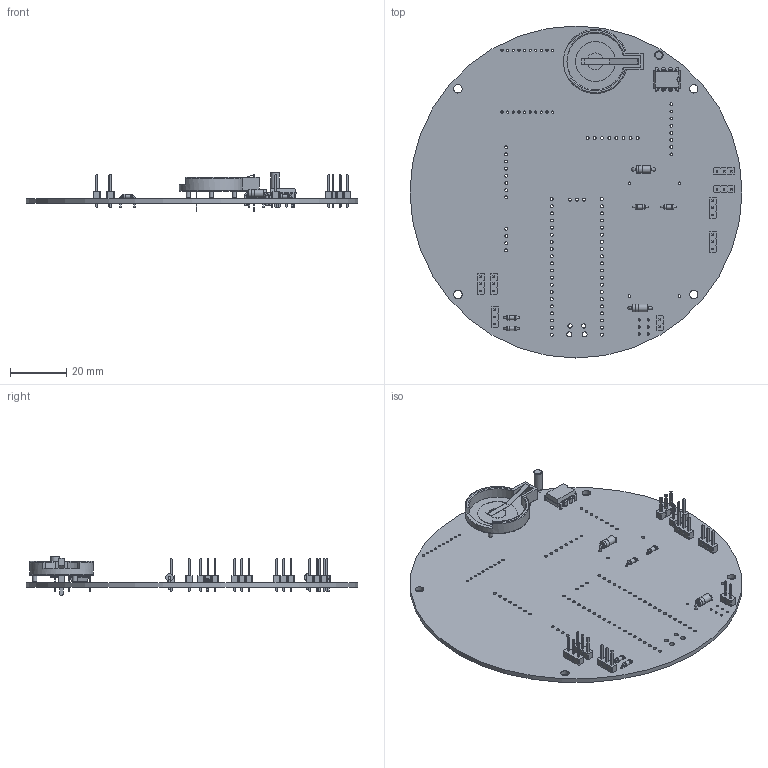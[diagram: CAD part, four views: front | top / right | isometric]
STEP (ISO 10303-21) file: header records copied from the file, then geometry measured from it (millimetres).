
FILE_DESCRIPTION(('KiCad electronic assembly'),'2;1');
FILE_NAME('liberocan1.step','2024-09-20T16:53:45',('Pcbnew'),('Kicad'), 'Open CASCADE STEP processor 7.7','KiCad to STEP converter','Unknown' );
FILE_SCHEMA(('AUTOMOTIVE_DESIGN { 1 0 10303 214 1 1 1 1 }'));
Length unit declared in the file: millimetre
Products named in the file (16): liberocan1 1; PinHeader_1x03_P2.54mm_Vertical; PinHeader_1x03_P254mm_Vertical; R_Axial_DIN0204_L3.6mm_D1.6mm_P5.08mm_Horizontal; R_Axial_DIN0204_L36mm_D16mm_P508mm_Horizontal; PinHeader_1x02_P2.54mm_Vertical; PinHeader_1x02_P254mm_Vertical; D_DO-41_SOD81_P7.62mm_Horizontal; BatteryHolder_Keystone_103_1x20mm; Keystone_103; DIP-8_W7.62mm; Crystal_C38-LF_D3.0mm_L8.0mm_Vertical; C38_LF_Vertical; liberocan1_PCB
Assembly tree (25 placements, depth 3):
  liberocan1 1
    PinHeader_1x03_P2.54mm_Vertical  x7
      PinHeader_1x03_P254mm_Vertical
    R_Axial_DIN0204_L3.6mm_D1.6mm_P5.08mm_Horizontal  x4
      R_Axial_DIN0204_L36mm_D16mm_P508mm_Horizontal
    PinHeader_1x02_P2.54mm_Vertical
      PinHeader_1x02_P254mm_Vertical
    D_DO-41_SOD81_P7.62mm_Horizontal  x2
      D_DO-41_SOD81_P7.62mm_Horizontal
    BatteryHolder_Keystone_103_1x20mm
      Keystone_103
    DIP-8_W7.62mm
      DIP-8_W7.62mm
    Crystal_C38-LF_D3.0mm_L8.0mm_Vertical
      C38_LF_Vertical
    liberocan1_PCB
Bounding box: 118 x 118 x 14.05 mm (x, y, z)
Volume: 18886.2 mm3; surface area: 26592.8 mm2
Topology: 18 solids, 18 shells, 1068 faces, 2593 edges, 1641 vertices
Faces by surface type: plane 785, cylinder 229, torus 32, bspline 20, extrusion 2
Full cylindrical faces by diameter (mm): 0.3 x4, 0.5 x10, 0.7 x8, 0.8 x42, 1 x55, 1.02 x43, 1.1 x4, 1.44 x4, 1.5 x4, 1.57 x3, 1.6 x8, 1.8 x2, 2.7 x4, 2.72 x2, 3 x7, 6.066 x1, 14.154 x1, 118 x1
Entity records: 21021 total; most frequent: CARTESIAN_POINT 3564, DIRECTION 2963, ORIENTED_EDGE 2842, EDGE_CURVE 1421, AXIS2_PLACEMENT_3D 1009, VECTOR 945, LINE 943, VERTEX_POINT 913
